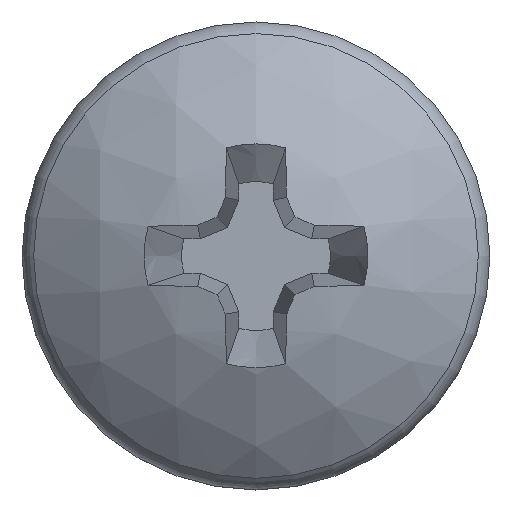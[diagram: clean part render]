
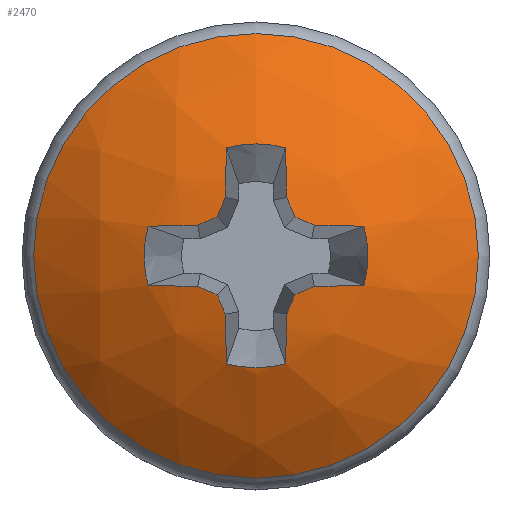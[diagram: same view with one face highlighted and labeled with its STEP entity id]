
A CAD part, top view. The second image highlights one B-rep face of the part: STEP entity #2470.
In plain terms, the highlighted spherical face has radius 4.35 mm.
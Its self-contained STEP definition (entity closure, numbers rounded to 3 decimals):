
#37=FACE_BOUND('',#392,.T.);
#39=SPHERICAL_SURFACE('',#2637,4.35);
#258=FACE_OUTER_BOUND('',#391,.T.);
#391=EDGE_LOOP('',(#2011));
#392=EDGE_LOOP('',(#2012,#2013,#2014,#2015,#2016,#2017,#2018,#2019,#2020,
#2021,#2022,#2023,#2024,#2025,#2026,#2027,#2028,#2029,#2030,#2031));
#427=CIRCLE('',#2628,1.435);
#429=CIRCLE('',#2631,1.435);
#430=CIRCLE('',#2633,2.851);
#434=CIRCLE('',#2638,1.435);
#435=CIRCLE('',#2639,4.35);
#436=CIRCLE('',#2640,4.341);
#437=CIRCLE('',#2641,4.341);
#438=CIRCLE('',#2642,4.35);
#439=CIRCLE('',#2643,4.35);
#440=CIRCLE('',#2644,4.341);
#441=CIRCLE('',#2645,4.341);
#442=CIRCLE('',#2646,4.35);
#443=CIRCLE('',#2647,4.35);
#444=CIRCLE('',#2648,4.341);
#445=CIRCLE('',#2649,4.341);
#446=CIRCLE('',#2650,4.35);
#447=CIRCLE('',#2651,1.435);
#448=CIRCLE('',#2652,4.35);
#449=CIRCLE('',#2653,4.341);
#450=CIRCLE('',#2654,4.341);
#451=CIRCLE('',#2655,4.35);
#1147=VERTEX_POINT('',#10963);
#1148=VERTEX_POINT('',#10967);
#1151=VERTEX_POINT('',#10976);
#1152=VERTEX_POINT('',#10980);
#1153=VERTEX_POINT('',#10986);
#1156=VERTEX_POINT('',#10994);
#1157=VERTEX_POINT('',#10995);
#1158=VERTEX_POINT('',#10997);
#1159=VERTEX_POINT('',#10999);
#1160=VERTEX_POINT('',#11001);
#1161=VERTEX_POINT('',#11004);
#1162=VERTEX_POINT('',#11006);
#1163=VERTEX_POINT('',#11008);
#1164=VERTEX_POINT('',#11011);
#1165=VERTEX_POINT('',#11013);
#1166=VERTEX_POINT('',#11015);
#1167=VERTEX_POINT('',#11017);
#1168=VERTEX_POINT('',#11019);
#1169=VERTEX_POINT('',#11021);
#1170=VERTEX_POINT('',#11023);
#1171=VERTEX_POINT('',#11025);
#1510=EDGE_CURVE('',#1147,#1148,#427,.T.);
#1514=EDGE_CURVE('',#1151,#1152,#429,.T.);
#1516=EDGE_CURVE('',#1153,#1153,#430,.T.);
#1520=EDGE_CURVE('',#1156,#1157,#434,.T.);
#1521=EDGE_CURVE('',#1158,#1156,#435,.T.);
#1522=EDGE_CURVE('',#1159,#1158,#436,.T.);
#1523=EDGE_CURVE('',#1160,#1159,#437,.T.);
#1524=EDGE_CURVE('',#1152,#1160,#438,.T.);
#1525=EDGE_CURVE('',#1161,#1151,#439,.T.);
#1526=EDGE_CURVE('',#1162,#1161,#440,.T.);
#1527=EDGE_CURVE('',#1163,#1162,#441,.T.);
#1528=EDGE_CURVE('',#1148,#1163,#442,.T.);
#1529=EDGE_CURVE('',#1164,#1147,#443,.T.);
#1530=EDGE_CURVE('',#1165,#1164,#444,.T.);
#1531=EDGE_CURVE('',#1166,#1165,#445,.T.);
#1532=EDGE_CURVE('',#1167,#1166,#446,.T.);
#1533=EDGE_CURVE('',#1168,#1167,#447,.T.);
#1534=EDGE_CURVE('',#1169,#1168,#448,.T.);
#1535=EDGE_CURVE('',#1170,#1169,#449,.T.);
#1536=EDGE_CURVE('',#1171,#1170,#450,.T.);
#1537=EDGE_CURVE('',#1157,#1171,#451,.T.);
#2011=ORIENTED_EDGE('',*,*,#1516,.T.);
#2012=ORIENTED_EDGE('',*,*,#1520,.F.);
#2013=ORIENTED_EDGE('',*,*,#1521,.F.);
#2014=ORIENTED_EDGE('',*,*,#1522,.F.);
#2015=ORIENTED_EDGE('',*,*,#1523,.F.);
#2016=ORIENTED_EDGE('',*,*,#1524,.F.);
#2017=ORIENTED_EDGE('',*,*,#1514,.F.);
#2018=ORIENTED_EDGE('',*,*,#1525,.F.);
#2019=ORIENTED_EDGE('',*,*,#1526,.F.);
#2020=ORIENTED_EDGE('',*,*,#1527,.F.);
#2021=ORIENTED_EDGE('',*,*,#1528,.F.);
#2022=ORIENTED_EDGE('',*,*,#1510,.F.);
#2023=ORIENTED_EDGE('',*,*,#1529,.F.);
#2024=ORIENTED_EDGE('',*,*,#1530,.F.);
#2025=ORIENTED_EDGE('',*,*,#1531,.F.);
#2026=ORIENTED_EDGE('',*,*,#1532,.F.);
#2027=ORIENTED_EDGE('',*,*,#1533,.F.);
#2028=ORIENTED_EDGE('',*,*,#1534,.F.);
#2029=ORIENTED_EDGE('',*,*,#1535,.F.);
#2030=ORIENTED_EDGE('',*,*,#1536,.F.);
#2031=ORIENTED_EDGE('',*,*,#1537,.F.);
#2470=ADVANCED_FACE('',(#258,#37),#39,.T.);
#2628=AXIS2_PLACEMENT_3D('',#10968,#3009,#3010);
#2631=AXIS2_PLACEMENT_3D('',#10981,#3015,#3016);
#2633=AXIS2_PLACEMENT_3D('',#10987,#3019,#3020);
#2637=AXIS2_PLACEMENT_3D('',#10993,#3027,#3028);
#2638=AXIS2_PLACEMENT_3D('',#10996,#3029,#3030);
#2639=AXIS2_PLACEMENT_3D('',#10998,#3031,#3032);
#2640=AXIS2_PLACEMENT_3D('',#11000,#3033,#3034);
#2641=AXIS2_PLACEMENT_3D('',#11002,#3035,#3036);
#2642=AXIS2_PLACEMENT_3D('',#11003,#3037,#3038);
#2643=AXIS2_PLACEMENT_3D('',#11005,#3039,#3040);
#2644=AXIS2_PLACEMENT_3D('',#11007,#3041,#3042);
#2645=AXIS2_PLACEMENT_3D('',#11009,#3043,#3044);
#2646=AXIS2_PLACEMENT_3D('',#11010,#3045,#3046);
#2647=AXIS2_PLACEMENT_3D('',#11012,#3047,#3048);
#2648=AXIS2_PLACEMENT_3D('',#11014,#3049,#3050);
#2649=AXIS2_PLACEMENT_3D('',#11016,#3051,#3052);
#2650=AXIS2_PLACEMENT_3D('',#11018,#3053,#3054);
#2651=AXIS2_PLACEMENT_3D('',#11020,#3055,#3056);
#2652=AXIS2_PLACEMENT_3D('',#11022,#3057,#3058);
#2653=AXIS2_PLACEMENT_3D('',#11024,#3059,#3060);
#2654=AXIS2_PLACEMENT_3D('',#11026,#3061,#3062);
#2655=AXIS2_PLACEMENT_3D('',#11027,#3063,#3064);
#3009=DIRECTION('center_axis',(0.,0.,
1.));
#3010=DIRECTION('ref_axis',(0.,1.,0.));
#3015=DIRECTION('center_axis',(0.,0.,1.));
#3016=DIRECTION('ref_axis',(-1.,0.,0.));
#3019=DIRECTION('center_axis',(0.,0.,1.));
#3020=DIRECTION('ref_axis',(0.,-1.,0.));
#3027=DIRECTION('center_axis',(-1.,0.,0.));
#3028=DIRECTION('ref_axis',(0.,1.,0.));
#3029=DIRECTION('center_axis',(0.,0.,1.));
#3030=DIRECTION('ref_axis',(-1.,0.,0.));
#3031=DIRECTION('center_axis',(-0.996,0.,0.087));
#3032=DIRECTION('ref_axis',(0.087,0.,0.996));
#3033=DIRECTION('center_axis',(-0.92,-0.381,0.087));
#3034=DIRECTION('ref_axis',(0.383,-0.924,0.));
#3035=DIRECTION('center_axis',(-0.381,-0.92,0.087));
#3036=DIRECTION('ref_axis',(0.924,-0.383,0.));
#3037=DIRECTION('center_axis',(0.,-0.996,
0.087));
#3038=DIRECTION('ref_axis',(0.,-0.087,-0.996));
#3039=DIRECTION('center_axis',(0.,0.996,0.087));
#3040=DIRECTION('ref_axis',(0.,-0.087,0.996));
#3041=DIRECTION('center_axis',(-0.381,0.92,0.087));
#3042=DIRECTION('ref_axis',(-0.924,-0.383,0.));
#3043=DIRECTION('center_axis',(-0.92,0.381,0.087));
#3044=DIRECTION('ref_axis',(-0.383,-0.924,0.));
#3045=DIRECTION('center_axis',(-0.996,0.,
0.087));
#3046=DIRECTION('ref_axis',(0.087,0.,0.996));
#3047=DIRECTION('center_axis',(0.996,0.,
0.087));
#3048=DIRECTION('ref_axis',(0.087,0.,-0.996));
#3049=DIRECTION('center_axis',(0.92,0.381,0.087));
#3050=DIRECTION('ref_axis',(-0.383,0.924,0.));
#3051=DIRECTION('center_axis',(0.381,0.92,0.087));
#3052=DIRECTION('ref_axis',(-0.924,0.383,0.));
#3053=DIRECTION('center_axis',(0.,0.996,0.087));
#3054=DIRECTION('ref_axis',(0.,-0.087,0.996));
#3055=DIRECTION('center_axis',(0.,0.,
1.));
#3056=DIRECTION('ref_axis',(-1.,0.,0.));
#3057=DIRECTION('center_axis',(0.,-0.996,0.087));
#3058=DIRECTION('ref_axis',(0.,-0.087,-0.996));
#3059=DIRECTION('center_axis',(0.381,-0.92,0.087));
#3060=DIRECTION('ref_axis',(0.924,0.383,0.));
#3061=DIRECTION('center_axis',(0.92,-0.381,0.087));
#3062=DIRECTION('ref_axis',(0.383,0.924,0.));
#3063=DIRECTION('center_axis',(0.996,0.,
0.087));
#3064=DIRECTION('ref_axis',(0.087,0.,-0.996));
#10963=CARTESIAN_POINT('',(-0.379,-1.384,27.157));
#10967=CARTESIAN_POINT('',(0.379,-1.384,27.157));
#10968=CARTESIAN_POINT('Origin',(0.,0.,
27.157));
#10976=CARTESIAN_POINT('',(1.384,-0.379,27.157));
#10980=CARTESIAN_POINT('',(1.384,0.379,27.157));
#10981=CARTESIAN_POINT('Origin',(0.,0.,27.157));
#10986=CARTESIAN_POINT('',(0.,2.851,26.335));
#10987=CARTESIAN_POINT('Origin',(0.,0.,26.335));
#10993=CARTESIAN_POINT('Origin',(0.,0.,23.05));
#10994=CARTESIAN_POINT('',(0.379,1.384,27.157));
#10995=CARTESIAN_POINT('',(-0.379,1.384,27.157));
#10996=CARTESIAN_POINT('Origin',(0.,0.,27.157));
#10997=CARTESIAN_POINT('',(0.393,0.749,27.317));
#10998=CARTESIAN_POINT('Origin',(0.019,0.,
23.048));
#10999=CARTESIAN_POINT('',(0.499,0.499,27.342));
#11000=CARTESIAN_POINT('Origin',(0.253,0.105,23.026));
#11001=CARTESIAN_POINT('',(0.749,0.393,27.317));
#11002=CARTESIAN_POINT('Origin',(0.105,0.253,23.026));
#11003=CARTESIAN_POINT('Origin',(0.,0.019,
23.048));
#11004=CARTESIAN_POINT('',(0.749,-0.393,27.317));
#11005=CARTESIAN_POINT('Origin',(0.,-0.019,
23.048));
#11006=CARTESIAN_POINT('',(0.499,-0.499,27.342));
#11007=CARTESIAN_POINT('Origin',(0.105,-0.253,23.026));
#11008=CARTESIAN_POINT('',(0.393,-0.749,27.317));
#11009=CARTESIAN_POINT('Origin',(0.253,-0.105,23.026));
#11010=CARTESIAN_POINT('Origin',(0.019,0.,
23.048));
#11011=CARTESIAN_POINT('',(-0.393,-0.749,27.317));
#11012=CARTESIAN_POINT('Origin',(-0.019,0.,
23.048));
#11013=CARTESIAN_POINT('',(-0.499,-0.499,27.342));
#11014=CARTESIAN_POINT('Origin',(-0.253,-0.105,
23.026));
#11015=CARTESIAN_POINT('',(-0.749,-0.393,27.317));
#11016=CARTESIAN_POINT('Origin',(-0.105,-0.253,
23.026));
#11017=CARTESIAN_POINT('',(-1.384,-0.379,27.157));
#11018=CARTESIAN_POINT('Origin',(0.,-0.019,
23.048));
#11019=CARTESIAN_POINT('',(-1.384,0.379,27.157));
#11020=CARTESIAN_POINT('Origin',(0.,0.,
27.157));
#11021=CARTESIAN_POINT('',(-0.749,0.393,27.317));
#11022=CARTESIAN_POINT('Origin',(0.,0.019,
23.048));
#11023=CARTESIAN_POINT('',(-0.499,0.499,27.342));
#11024=CARTESIAN_POINT('Origin',(-0.105,0.253,23.026));
#11025=CARTESIAN_POINT('',(-0.393,0.749,27.317));
#11026=CARTESIAN_POINT('Origin',(-0.253,0.105,23.026));
#11027=CARTESIAN_POINT('Origin',(-0.019,0.,
23.048));
